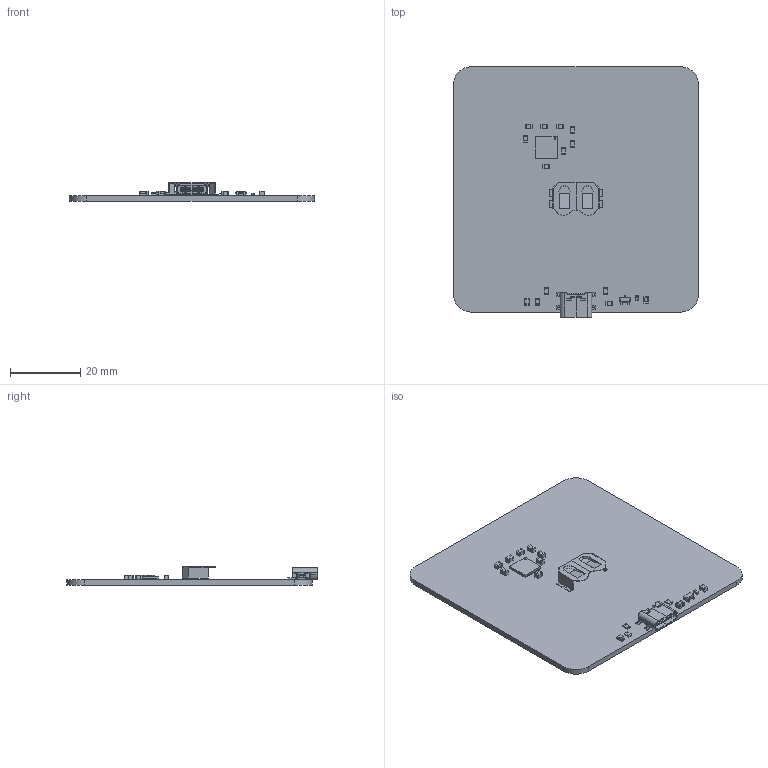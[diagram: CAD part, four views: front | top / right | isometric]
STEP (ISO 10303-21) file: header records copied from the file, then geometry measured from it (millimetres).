
FILE_DESCRIPTION(('KiCad electronic assembly'),'2;1');
FILE_NAME('solartap_mcu_clear_60x60_g250.step','2024-06-14T13:00:51',( 'Pcbnew'),('Kicad'),'Open CASCADE STEP processor 7.6', 'KiCad to STEP converter','Unknown');
FILE_SCHEMA(('AUTOMOTIVE_DESIGN { 1 0 10303 214 1 1 1 1 }'));
Length unit declared in the file: millimetre
Products named in the file (18): solartap_mcu_clear_60x60_g250 1; C_0805_2012Metric; BatteryHolder_LINX_BAT-HLD-012-SMT; R_0805_2012Metric; USB_C_Receptacle_GCT_USB4135-GF-A_6P_TopMnt_Horizontal; USB_C_Receptacle_6P_TopMnt_Horizontal_GCT_USB4135-GF-A; LED_0805_2012Metric; QFN-48-1EP_7x7mm_P0.5mm_EP5.15x5.15mm; QFN-48-1EP_7x7mm_Pitch0.5mm; SOT-23-3; D_SOD-523; D_SOD_523; _autosave-solartap_mcu_clear_60x60_g250_PCB
Assembly tree (28 placements, depth 3):
  solartap_mcu_clear_60x60_g250 1
    C_0805_2012Metric  x10
      C_0805_2012Metric
    BatteryHolder_LINX_BAT-HLD-012-SMT
      BatteryHolder_LINX_BAT-HLD-012-SMT
    R_0805_2012Metric  x3
      R_0805_2012Metric
    USB_C_Receptacle_GCT_USB4135-GF-A_6P_TopMnt_Horizontal
      USB_C_Receptacle_6P_TopMnt_Horizontal_GCT_USB4135-GF-A
    LED_0805_2012Metric
      LED_0805_2012Metric
    QFN-48-1EP_7x7mm_P0.5mm_EP5.15x5.15mm
      QFN-48-1EP_7x7mm_Pitch0.5mm
    SOT-23-3
      SOT-23-3
    D_SOD-523
      D_SOD_523
    _autosave-solartap_mcu_clear_60x60_g250_PCB
Bounding box: 70 x 71.45 x 5.25 mm (x, y, z)
Volume: 8004.4 mm3; surface area: 11336.1 mm2
Topology: 35 solids, 35 shells, 1550 faces, 4088 edges, 2629 vertices
Faces by surface type: plane 918, bspline 328, cylinder 304
Full cylindrical faces by diameter (mm): 0.65 x2
Entity records: 46518 total; most frequent: CARTESIAN_POINT 9218, ORIENTED_EDGE 6624, DIRECTION 4635, EDGE_CURVE 3304, VERTEX_POINT 2109, LINE 2007, VECTOR 2007, AXIS2_PLACEMENT_3D 1314
